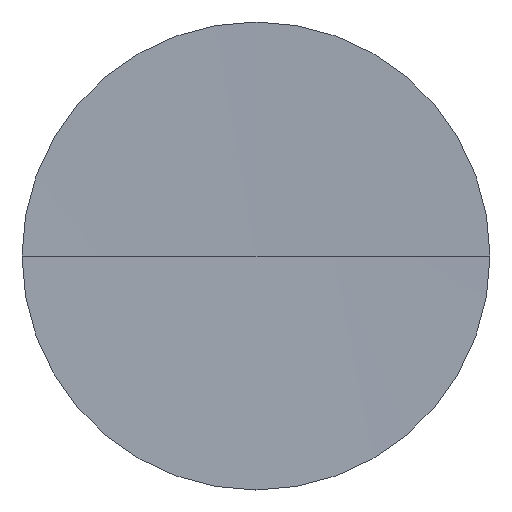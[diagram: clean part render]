
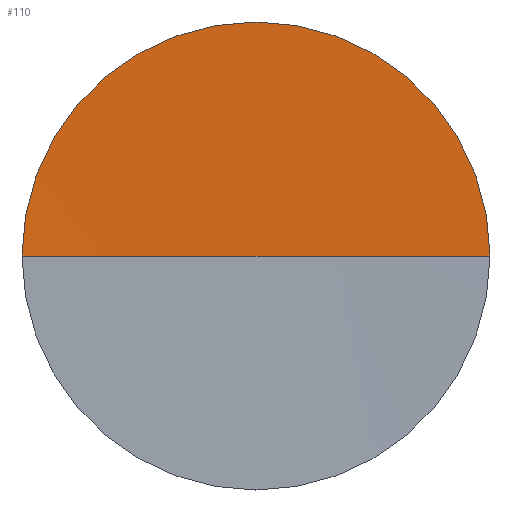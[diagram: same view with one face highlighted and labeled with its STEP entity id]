
A CAD part, left-side view. The second image highlights one B-rep face of the part: STEP entity #110.
In plain terms, the highlighted spherical face has radius 561.6 mm.
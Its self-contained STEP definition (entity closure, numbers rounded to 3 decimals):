
#6 = DIRECTION ( 'NONE',  ( -1., 0., 0. ) ) ;
#7 = AXIS2_PLACEMENT_3D ( 'NONE', #119, #51, #34 ) ;
#10 = DIRECTION ( 'NONE',  ( 0., 0., -1. ) ) ;
#12 = DIRECTION ( 'NONE',  ( 1., 0., 0. ) ) ;
#17 = VERTEX_POINT ( 'NONE', #68 ) ;
#18 = DIRECTION ( 'NONE',  ( 0., -1., 0. ) ) ;
#23 = AXIS2_PLACEMENT_3D ( 'NONE', #84, #6, #18 ) ;
#34 = DIRECTION ( 'NONE',  ( 0., 1., 0. ) ) ;
#38 = DIRECTION ( 'NONE',  ( 0., 0., 1. ) ) ;
#40 = VERTEX_POINT ( 'NONE', #188 ) ;
#48 = AXIS2_PLACEMENT_3D ( 'NONE', #127, #38, #12 ) ;
#51 = DIRECTION ( 'NONE',  ( 0., 0., -1. ) ) ;
#54 = EDGE_CURVE ( 'NONE', #40, #184, #99, .T. ) ;
#55 = CIRCLE ( 'NONE', #48, 561.6 ) ;
#66 = EDGE_CURVE ( 'NONE', #17, #184, #55, .T. ) ;
#67 = ORIENTED_EDGE ( 'NONE', *, *, #66, .F. ) ;
#68 = CARTESIAN_POINT ( 'NONE',  ( 95.09, 52.178, 0. ) ) ;
#69 = EDGE_LOOP ( 'NONE', ( #67, #161, #97 ) ) ;
#72 = FACE_OUTER_BOUND ( 'NONE', #69, .T. ) ;
#84 = CARTESIAN_POINT ( 'NONE',  ( 94.947, 52.178, 0. ) ) ;
#90 = CARTESIAN_POINT ( 'NONE',  ( -466.51, 52.178, 0. ) ) ;
#97 = ORIENTED_EDGE ( 'NONE', *, *, #54, .T. ) ;
#99 = CIRCLE ( 'NONE', #23, 12.7 ) ;
#103 = DIRECTION ( 'NONE',  ( 0., 1., 0. ) ) ;
#110 = ADVANCED_FACE ( 'NONE', ( #72 ), #146, .F. ) ;
#116 = AXIS2_PLACEMENT_3D ( 'NONE', #90, #10, #103 ) ;
#119 = CARTESIAN_POINT ( 'NONE',  ( -466.51, 52.178, 0. ) ) ;
#127 = CARTESIAN_POINT ( 'NONE',  ( -466.51, 52.178, 0. ) ) ;
#131 = CIRCLE ( 'NONE', #116, 561.6 ) ;
#134 = EDGE_CURVE ( 'NONE', #17, #40, #131, .T. ) ;
#145 = CARTESIAN_POINT ( 'NONE',  ( 94.947, 64.878, 0. ) ) ;
#146 = SPHERICAL_SURFACE ( 'NONE', #7, 561.6 ) ;
#161 = ORIENTED_EDGE ( 'NONE', *, *, #134, .T. ) ;
#184 = VERTEX_POINT ( 'NONE', #145 ) ;
#188 = CARTESIAN_POINT ( 'NONE',  ( 94.947, 39.478, 0. ) ) ;
